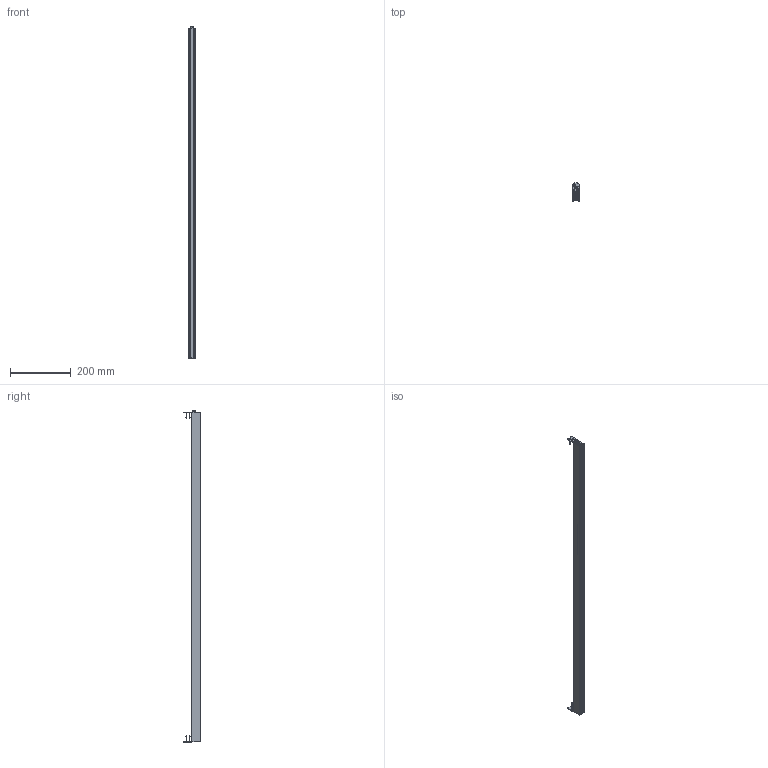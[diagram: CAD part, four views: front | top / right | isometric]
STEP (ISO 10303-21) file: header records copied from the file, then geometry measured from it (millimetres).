
FILE_DESCRIPTION (( 'STEP AP203' ), '1' );
FILE_NAME ('X3 1085.STEP', '2024-05-29T06:50:50', ( '' ), ( '' ), 'SwSTEP 2.0', 'SolidWorks 2021', '' );
FILE_SCHEMA (( 'CONFIG_CONTROL_DESIGN' ));
Length unit declared in the file: millimetre
Products named in the file (7): X3 1085; Haltewinkel_X3_01; Betätigungsteil_X3; Einstellschraube_X3_01; Aussengehäuse_X3_960<Wie bearbeitet>; Schraube d3x20_01; Innengeometrie_X3_X3 960mm
Assembly tree (11 placements, depth 2):
  X3 1085
    Aussengehäuse_X3_960<Wie bearbeitet>
    Innengeometrie_X3_X3 960mm
    Betätigungsteil_X3
    Haltewinkel_X3_01  x2
    Einstellschraube_X3_01  x2
    Schraube d3x20_01  x4
Bounding box: 21.8 x 57.5 x 1093 mm (x, y, z)
Volume: 388639.2 mm3; surface area: 451367.7 mm2
Topology: 11 solids, 11 shells, 860 faces, 2371 edges, 1561 vertices
Faces by surface type: plane 438, cylinder 208, bspline 180, cone 24, torus 10
Entity records: 21925 total; most frequent: CARTESIAN_POINT 8103, ORIENTED_EDGE 2870, DIRECTION 2452, EDGE_CURVE 1435, VERTEX_POINT 948, VECTOR 930, LINE 930, AXIS2_PLACEMENT_3D 761
